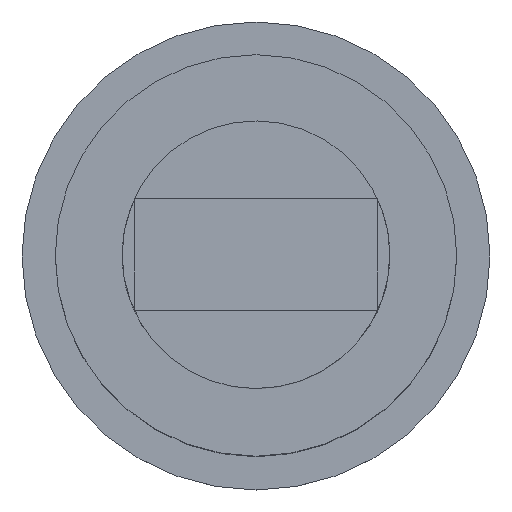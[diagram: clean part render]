
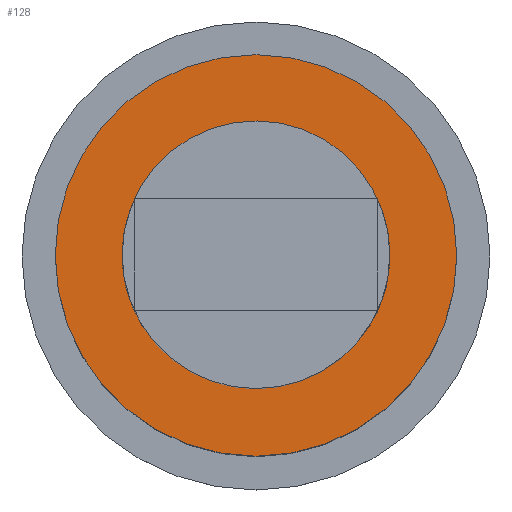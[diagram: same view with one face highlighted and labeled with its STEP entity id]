
A CAD part, top view. The second image highlights one B-rep face of the part: STEP entity #128.
In plain terms, the highlighted planar face has unit normal (0, 0, 1).
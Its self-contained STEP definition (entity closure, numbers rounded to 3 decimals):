
#73=CIRCLE('',#599,45.);
#128=ADVANCED_FACE('',(#183),#159,.T.);
#159=PLANE('',#601);
#183=FACE_OUTER_BOUND('',#213,.T.);
#213=EDGE_LOOP('',(#279));
#279=ORIENTED_EDGE('',*,*,#441,.F.);
#389=VERTEX_POINT('',#833);
#441=EDGE_CURVE('',#389,#389,#73,.T.);
#599=AXIS2_PLACEMENT_3D('',#832,#682,#683);
#601=AXIS2_PLACEMENT_3D('',#835,#686,#687);
#682=DIRECTION('',(0.,0.,-1.));
#683=DIRECTION('',(0.866,-0.5,0.));
#686=DIRECTION('',(0.,0.,1.));
#687=DIRECTION('',(-0.866,0.5,0.));
#832=CARTESIAN_POINT('',(0.,0.,8.));
#833=CARTESIAN_POINT('',(38.971,-22.5,8.));
#835=CARTESIAN_POINT('',(-22.5,-38.971,8.));
